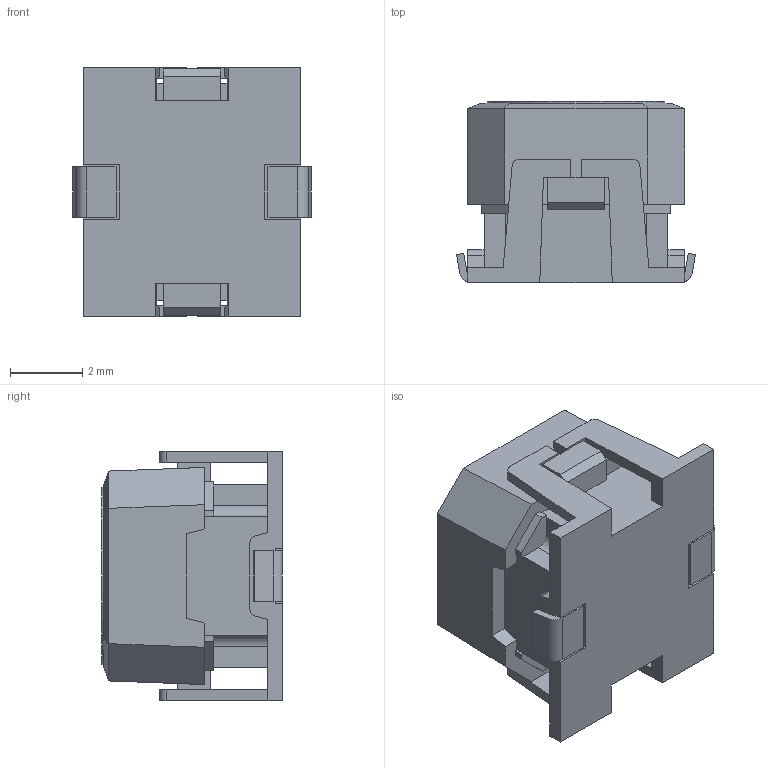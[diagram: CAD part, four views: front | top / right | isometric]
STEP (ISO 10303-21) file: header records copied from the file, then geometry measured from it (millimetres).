
FILE_DESCRIPTION(('STEP AP242'),'1');
FILE_NAME('b3al-1003p.stp','2018-12-18T23:17:34',('TraceParts'),('TraceParts S.A.'),'Spatial InterOp 3D',' ',' ');
FILE_SCHEMA(('AP242_MANAGED_MODEL_BASED_3D_ENGINEERING_MIM_LF {1 0 10303 442 1 1 4}'));
Length unit declared in the file: millimetre
Products named in the file (1): b3al-1003p
Bounding box: 6.6 x 5 x 6.9 mm (x, y, z)
Volume: 154 mm3; surface area: 246.6 mm2
Topology: 1 solids, 1 shells, 157 faces, 470 edges, 308 vertices
Faces by surface type: plane 139, cylinder 18
Entity records: 5223 total; most frequent: ORIENTED_EDGE 940, CARTESIAN_POINT 936, DIRECTION 822, EDGE_CURVE 470, LINE 434, VECTOR 434, VERTEX_POINT 308, AXIS2_PLACEMENT_3D 194
